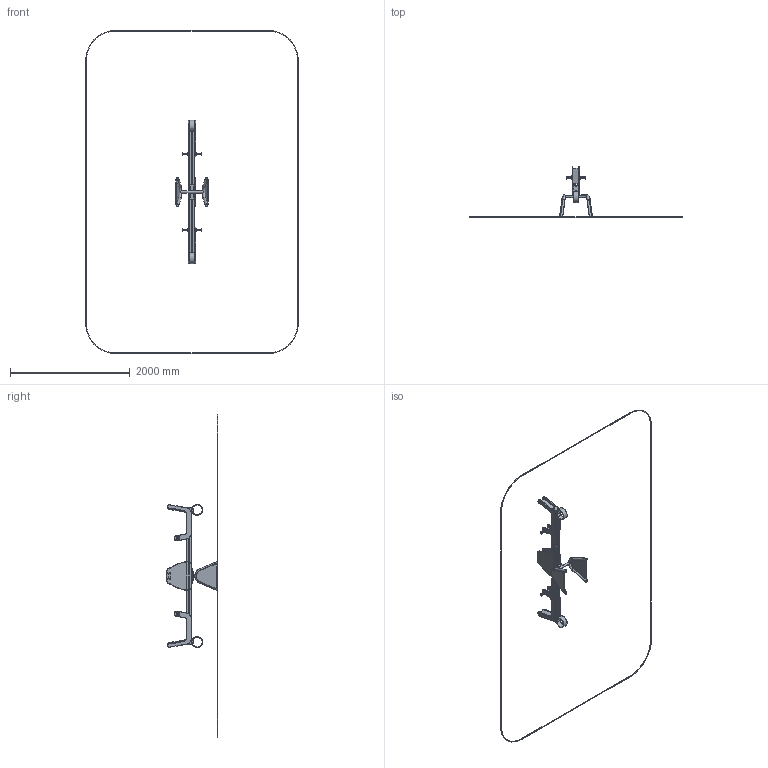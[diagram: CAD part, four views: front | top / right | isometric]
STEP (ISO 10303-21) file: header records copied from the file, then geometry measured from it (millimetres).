
FILE_DESCRIPTION(('STEP AP214'), '1');
FILE_NAME('Êà÷àëêà-áàëàíñèð ÊÁ-30', '', ('UNSPECIFIED'), ('UNSPECIFIED'), 'C3D Converter', 'C3D Toolkit', '');
FILE_SCHEMA(('AUTOMOTIVE_DESIGN { 1 0 10303 214 3 1 1}'));
Length unit declared in the file: millimetre
Products named in the file (28): КБ-30-00.00.00; КБ-30-02.00.00; КБ-30-02.00.01; КБ-01.2-00.00.02; КБ-01БМ3-02.00.05-3020; КБ-30-02.00.04-1023; КБ-30-04.00.00; СИС-11.01; КБ-130.02.01; КБ-30-02.00.02-01; КБ-30-02.00.02; КБ-30-02.00.06-6029; КБ-01БМ3-02.01.00-1023; РЧБКК-3020; КБ-30-01.00.00; КБ-30-01.00.01-6029; КБ-30-01.00.01; КБ-30-01.00.02; КБ-30-01.00.03; КБ-30-01.00.04; КБ-30-01.00.05; КБ-30-01.00.02-6029; КБ-30-00.00.05
Assembly tree (47 placements, depth 4):
  КБ-30-00.00.00
    КБ-30-02.00.00
      КБ-30-02.00.01
      КБ-01.2-00.00.02  x2
      КБ-01БМ3-02.00.05-3020  x2
      КБ-30-02.00.04-1023  x2
      КБ-30-04.00.00
        СИС-11.01  x2
        КБ-130.02.01
      КБ-30-02.00.02-01  x2
      КБ-30-02.00.02  x2
      КБ-30-02.00.06-6029  x2
      КБ-01БМ3-02.01.00-1023  x2
        (unnamed)
      РЧБКК-3020  x4
    КБ-30-01.00.00
      КБ-30-01.00.01-6029
        КБ-30-01.00.01
        КБ-30-01.00.02  x2
        КБ-30-01.00.03
        КБ-30-01.00.03
        КБ-30-01.00.04  x4
        КБ-30-01.00.05  x2
      КБ-30-01.00.02-6029
        КБ-30-02.00.02
        КБ-30-02.00.01
        КБ-30-02.00.02  x4
      КБ-30-00.00.05  x2
Bounding box: 3547.49 x 859.99 x 5391.1 mm (x, y, z)
Volume: 38527623.1 mm3; surface area: 4577890.9 mm2
Topology: 36 solids, 36 shells, 821 faces, 1763 edges, 990 vertices
Faces by surface type: cylinder 303, plane 252, torus 176, cone 64, bspline 18, sphere 8
Full cylindrical faces by diameter (mm): 1 x4, 11 x4, 15.7 x1, 21.3 x1, 21.4 x2, 27 x2, 30 x44, 35.6 x5, 40 x1, 42 x5, 47 x4, 58 x4
Entity records: 20102 total; most frequent: CARTESIAN_POINT 7901, DIRECTION 2112, ORIENTED_EDGE 1678, AXIS2_PLACEMENT_3D 854, EDGE_CURVE 839, VERTEX_POINT 515, EDGE_LOOP 482, ADVANCED_FACE 416
